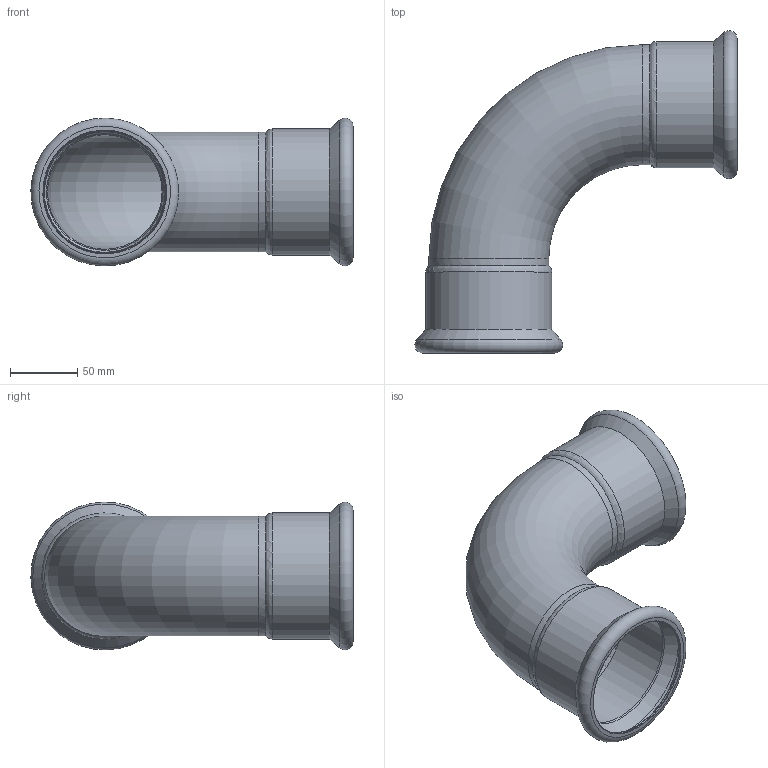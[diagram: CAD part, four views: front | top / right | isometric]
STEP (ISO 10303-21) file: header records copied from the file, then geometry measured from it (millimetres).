
FILE_DESCRIPTION(/* description */ (''),/* implementation_level */ '2;1');
FILE_NAME(/* name */ '41110.stp',/* time_stamp */ '2023-09-08T10:48:29+02:00',/* author */ ('JANAN'),/* organization */ (''),/* preprocessor_version */ 'ST-DEVELOPER v19.2',/* originating_system */ 'Autodesk Inventor 2023',/* authorisation */ '');
FILE_SCHEMA (('AUTOMOTIVE_DESIGN { 1 0 10303 214 3 1 1 }'));
Length unit declared in the file: millimetre
Products named in the file (1): tmp773A.tmp
Bounding box: 238.73 x 238.73 x 109.47 mm (x, y, z)
Volume: 189034 mm3; surface area: 191567.6 mm2
Topology: 1 solids, 1 shells, 36 faces, 76 edges, 44 vertices
Faces by surface type: torus 14, cylinder 10, cone 8, plane 4
Full cylindrical faces by diameter (mm): 84.9 x2, 88.9 x2, 89.5 x2, 91 x2, 93.5 x2
Entity records: 1061 total; most frequent: DIRECTION 208, CARTESIAN_POINT 157, ORIENTED_EDGE 152, AXIS2_PLACEMENT_3D 95, EDGE_CURVE 76, CIRCLE 58, VERTEX_POINT 44, EDGE_LOOP 40
